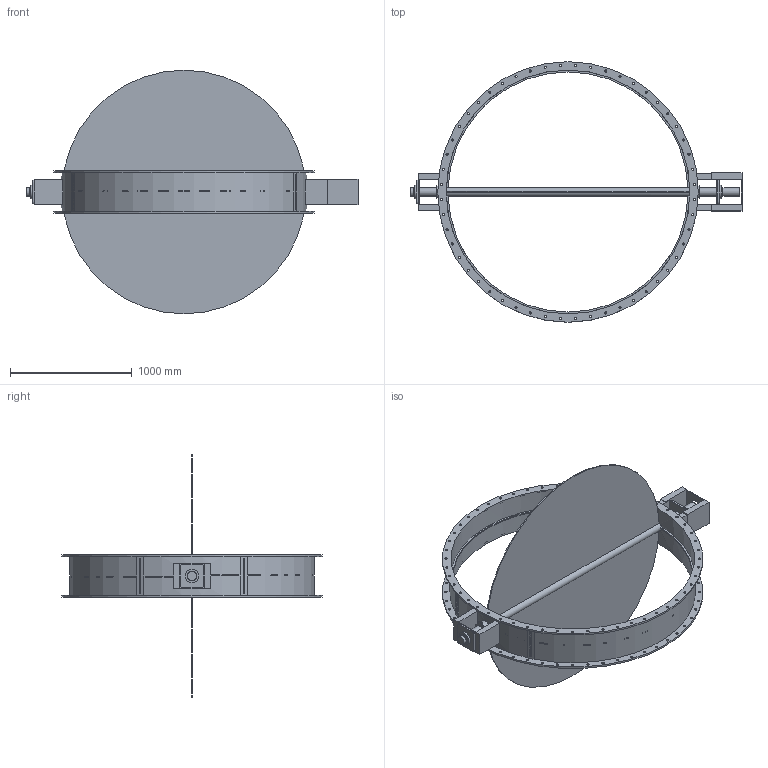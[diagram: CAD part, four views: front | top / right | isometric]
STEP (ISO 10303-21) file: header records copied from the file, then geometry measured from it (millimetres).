
FILE_DESCRIPTION(/* description */ ('SWEDENBORG – Quotation model (for reference)'),/* implementation_level */ '2;1');
FILE_NAME(/* name */ 'SWEDAMPER-S200-DN2000.stp',/* time_stamp */ '2026-02-06T13:02:19+01:00',/* author */ ('HB'),/* organization */ (''),/* preprocessor_version */ 'ST-DEVELOPER v20',/* originating_system */ 'Autodesk Inventor 2025',/* authorisation */ '');
FILE_SCHEMA (('AUTOMOTIVE_DESIGN { 1 0 10303 214 3 1 1 }'));
Length unit declared in the file: millimetre
Products named in the file (1): OffGen_Rund1ax
Bounding box: 2725 x 2138 x 2000 mm (x, y, z)
Volume: 80966519.9 mm3; surface area: 13883974.8 mm2
Topology: 1 solids, 1 shells, 774 faces, 2106 edges, 1405 vertices
Faces by surface type: plane 454, bspline 168, cylinder 152
Full cylindrical faces by diameter (mm): 18 x104, 70 x5, 82 x2, 90 x1, 100 x2, 112 x2, 2000 x2, 2138 x2
Entity records: 27315 total; most frequent: CARTESIAN_POINT 7570, ORIENTED_EDGE 4212, DIRECTION 3271, EDGE_CURVE 2106, LINE 1437, VECTOR 1437, VERTEX_POINT 1405, EDGE_LOOP 1069
